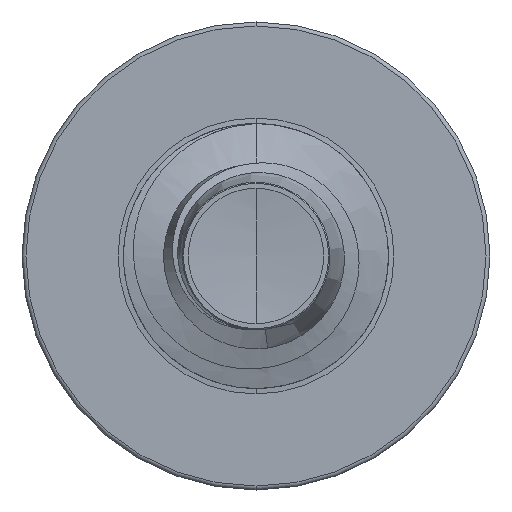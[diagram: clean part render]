
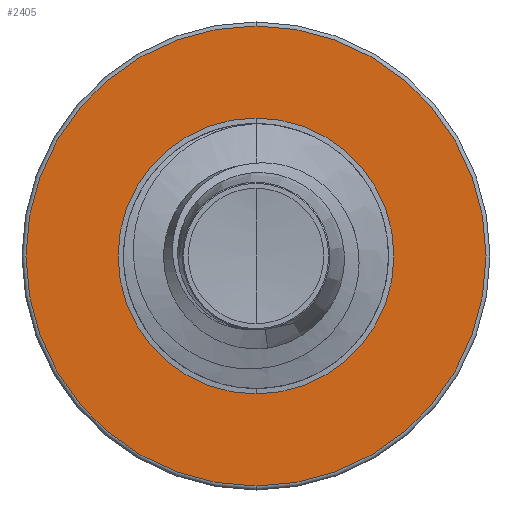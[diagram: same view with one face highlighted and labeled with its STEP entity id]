
A CAD part, front view. The second image highlights one B-rep face of the part: STEP entity #2405.
In plain terms, the highlighted planar face has unit normal (0, -1, 0).
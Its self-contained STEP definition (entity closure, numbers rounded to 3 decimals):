
#647 = AXIS2_PLACEMENT_3D ( 'NONE', #2283, #2268, #2262 ) ;
#692 = AXIS2_PLACEMENT_3D ( 'NONE', #7534, #12974, #12973 ) ;
#815 = VERTEX_POINT ( 'NONE', #8061 ) ;
#1497 = CARTESIAN_POINT ( 'NONE',  ( 0., 7., 2.605 ) ) ;
#1752 = CARTESIAN_POINT ( 'NONE',  ( 0., 7., 1.562 ) ) ;
#2262 = DIRECTION ( 'NONE',  ( 0., 0., 1. ) ) ;
#2268 = DIRECTION ( 'NONE',  ( 0., 1., 0. ) ) ;
#2283 = CARTESIAN_POINT ( 'NONE',  ( 0., 7., 0. ) ) ;
#2405 = ADVANCED_FACE ( 'NONE', ( #13046, #11000 ), #12990, .F. ) ;
#3907 = ORIENTED_EDGE ( 'NONE', *, *, #11694, .F. ) ;
#4431 = DIRECTION ( 'NONE',  ( 0., 0., 1. ) ) ;
#4445 = DIRECTION ( 'NONE',  ( 0., 1., 0. ) ) ;
#4463 = CARTESIAN_POINT ( 'NONE',  ( 0., 7., 0. ) ) ;
#4580 = DIRECTION ( 'NONE',  ( 0., 0., 1. ) ) ;
#4601 = CARTESIAN_POINT ( 'NONE',  ( 0., 7., 0. ) ) ;
#5048 = DIRECTION ( 'NONE',  ( 0., 1., 0. ) ) ;
#5619 = AXIS2_PLACEMENT_3D ( 'NONE', #7891, #7666, #7349 ) ;
#6626 = CARTESIAN_POINT ( 'NONE',  ( 0., 7., -2.605 ) ) ;
#7343 = ORIENTED_EDGE ( 'NONE', *, *, #8257, .T. ) ;
#7349 = DIRECTION ( 'NONE',  ( 0., 0., 1. ) ) ;
#7534 = CARTESIAN_POINT ( 'NONE',  ( 0., 7., -1.562 ) ) ;
#7555 = EDGE_LOOP ( 'NONE', ( #7343, #9944 ) ) ;
#7666 = DIRECTION ( 'NONE',  ( 0., 1., 0. ) ) ;
#7891 = CARTESIAN_POINT ( 'NONE',  ( 0., 7., 0. ) ) ;
#7995 = AXIS2_PLACEMENT_3D ( 'NONE', #4601, #5048, #4580 ) ;
#8061 = CARTESIAN_POINT ( 'NONE',  ( 0., 7., -1.562 ) ) ;
#8257 = EDGE_CURVE ( 'NONE', #9107, #815, #10978, .T. ) ;
#9096 = VERTEX_POINT ( 'NONE', #1497 ) ;
#9107 = VERTEX_POINT ( 'NONE', #1752 ) ;
#9944 = ORIENTED_EDGE ( 'NONE', *, *, #11718, .T. ) ;
#10443 = CIRCLE ( 'NONE', #12567, 2.605 ) ;
#10978 = CIRCLE ( 'NONE', #647, 1.562 ) ;
#11000 = FACE_BOUND ( 'NONE', #7555, .T. ) ;
#11421 = EDGE_CURVE ( 'NONE', #9096, #11943, #10443, .T. ) ;
#11571 = EDGE_LOOP ( 'NONE', ( #11595, #3907 ) ) ;
#11595 = ORIENTED_EDGE ( 'NONE', *, *, #11421, .F. ) ;
#11694 = EDGE_CURVE ( 'NONE', #11943, #9096, #12546, .T. ) ;
#11718 = EDGE_CURVE ( 'NONE', #815, #9107, #12353, .T. ) ;
#11943 = VERTEX_POINT ( 'NONE', #6626 ) ;
#12353 = CIRCLE ( 'NONE', #7995, 1.562 ) ;
#12546 = CIRCLE ( 'NONE', #5619, 2.605 ) ;
#12567 = AXIS2_PLACEMENT_3D ( 'NONE', #4463, #4445, #4431 ) ;
#12973 = DIRECTION ( 'NONE',  ( 0., 0., 1. ) ) ;
#12974 = DIRECTION ( 'NONE',  ( 0., 1., 0. ) ) ;
#12990 = PLANE ( 'NONE',  #692 ) ;
#13046 = FACE_OUTER_BOUND ( 'NONE', #11571, .T. ) ;
